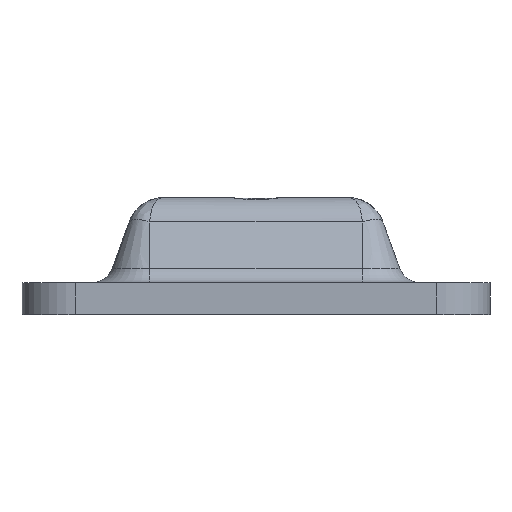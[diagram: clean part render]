
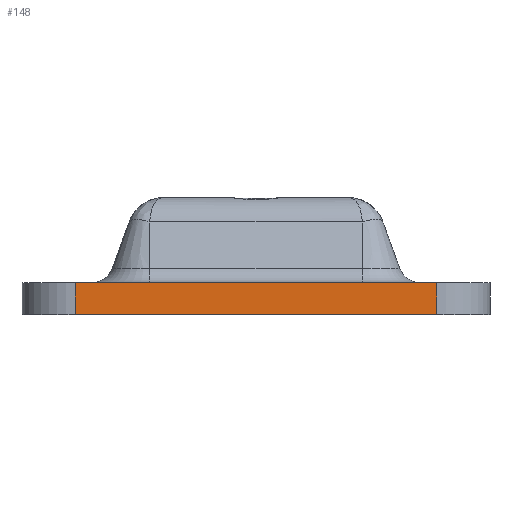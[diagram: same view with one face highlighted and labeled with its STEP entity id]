
A CAD part, front view. The second image highlights one B-rep face of the part: STEP entity #148.
In plain terms, the highlighted planar face has unit normal (0, -1, 0).
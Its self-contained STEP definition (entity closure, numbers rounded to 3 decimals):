
#109=CARTESIAN_POINT('Axis2P3D Location',(0.,0.,0.)) ;
#114=CARTESIAN_POINT('Line Origine',(110.,0.,0.)) ;
#118=CARTESIAN_POINT('Vertex',(25.,0.,0.)) ;
#120=CARTESIAN_POINT('Vertex',(195.,0.,0.)) ;
#123=CARTESIAN_POINT('Line Origine',(195.,0.,7.5)) ;
#127=CARTESIAN_POINT('Vertex',(195.,0.,15.)) ;
#130=CARTESIAN_POINT('Line Origine',(110.,0.,15.)) ;
#134=CARTESIAN_POINT('Vertex',(25.,0.,15.)) ;
#137=CARTESIAN_POINT('Line Origine',(25.,0.,7.5)) ;
#110=DIRECTION('Axis2P3D Direction',(0.,-1.,0.)) ;
#111=DIRECTION('Axis2P3D XDirection',(1.,0.,0.)) ;
#115=DIRECTION('Vector Direction',(1.,0.,0.)) ;
#124=DIRECTION('Vector Direction',(0.,0.,1.)) ;
#131=DIRECTION('Vector Direction',(1.,0.,0.)) ;
#138=DIRECTION('Vector Direction',(0.,0.,1.)) ;
#112=AXIS2_PLACEMENT_3D('Plane Axis2P3D',#109,#110,#111) ;
#143=ORIENTED_EDGE('',*,*,#122,.T.) ;
#144=ORIENTED_EDGE('',*,*,#129,.T.) ;
#145=ORIENTED_EDGE('',*,*,#136,.F.) ;
#146=ORIENTED_EDGE('',*,*,#141,.F.) ;
#116=VECTOR('Line Direction',#115,1.) ;
#125=VECTOR('Line Direction',#124,1.) ;
#132=VECTOR('Line Direction',#131,1.) ;
#139=VECTOR('Line Direction',#138,1.) ;
#148=ADVANCED_FACE('PartBody',(#147),#113,.T.) ;
#122=EDGE_CURVE('',#119,#121,#117,.T.) ;
#129=EDGE_CURVE('',#121,#128,#126,.T.) ;
#136=EDGE_CURVE('',#135,#128,#133,.T.) ;
#141=EDGE_CURVE('',#119,#135,#140,.T.) ;
#142=EDGE_LOOP('',(#143,#144,#145,#146)) ;
#147=FACE_OUTER_BOUND('',#142,.T.) ;
#117=LINE('Line',#114,#116) ;
#126=LINE('Line',#123,#125) ;
#133=LINE('Line',#130,#132) ;
#140=LINE('Line',#137,#139) ;
#113=PLANE('',#112) ;
#119=VERTEX_POINT('',#118) ;
#121=VERTEX_POINT('',#120) ;
#128=VERTEX_POINT('',#127) ;
#135=VERTEX_POINT('',#134) ;
